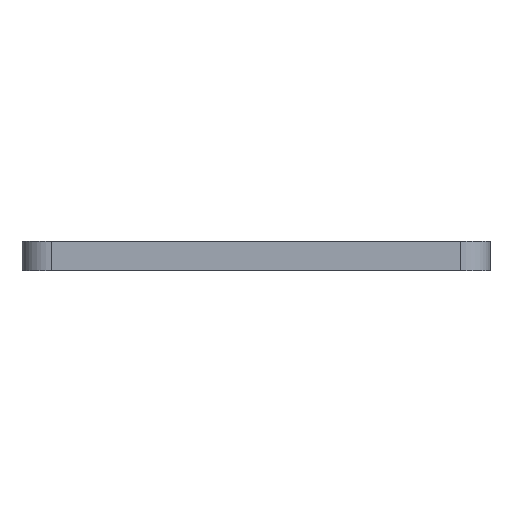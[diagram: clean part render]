
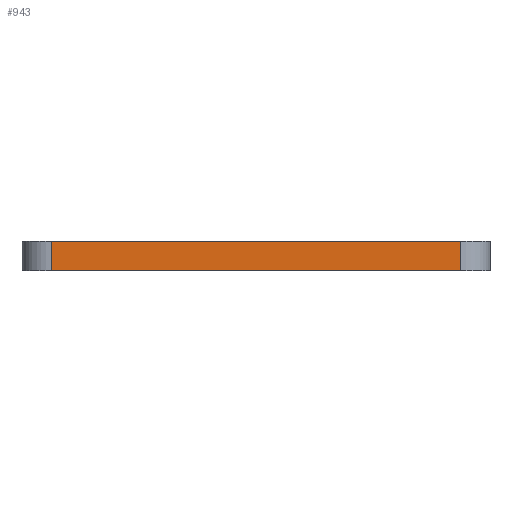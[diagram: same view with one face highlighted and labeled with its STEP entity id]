
A CAD part, left-side view. The second image highlights one B-rep face of the part: STEP entity #943.
In plain terms, the highlighted planar face has unit normal (-1, 0, 0).
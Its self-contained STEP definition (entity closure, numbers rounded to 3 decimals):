
#34 = DIRECTION ( 'NONE',  ( 0., 0., -1. ) ) ;
#44 = ORIENTED_EDGE ( 'NONE', *, *, #358, .T. ) ;
#48 = CARTESIAN_POINT ( 'NONE',  ( 0., 10., 10. ) ) ;
#70 = ORIENTED_EDGE ( 'NONE', *, *, #404, .F. ) ;
#88 = CARTESIAN_POINT ( 'NONE',  ( 0., 150., 10. ) ) ;
#144 = CARTESIAN_POINT ( 'NONE',  ( 0., 150., 0. ) ) ;
#161 = LINE ( 'NONE', #574, #349 ) ;
#238 = FACE_OUTER_BOUND ( 'NONE', #714, .T. ) ;
#249 = LINE ( 'NONE', #1307, #655 ) ;
#256 = DIRECTION ( 'NONE',  ( 0., -1., 0. ) ) ;
#266 = AXIS2_PLACEMENT_3D ( 'NONE', #1297, #527, #979 ) ;
#325 = LINE ( 'NONE', #572, #409 ) ;
#349 = VECTOR ( 'NONE', #376, 1000. ) ;
#358 = EDGE_CURVE ( 'NONE', #1329, #1188, #161, .T. ) ;
#376 = DIRECTION ( 'NONE',  ( 0., -1., 0. ) ) ;
#404 = EDGE_CURVE ( 'NONE', #789, #468, #523, .T. ) ;
#409 = VECTOR ( 'NONE', #1099, 1000. ) ;
#465 = CARTESIAN_POINT ( 'NONE',  ( 0., 10., 0. ) ) ;
#468 = VERTEX_POINT ( 'NONE', #1222 ) ;
#523 = LINE ( 'NONE', #48, #887 ) ;
#527 = DIRECTION ( 'NONE',  ( 1., 0., 0. ) ) ;
#572 = CARTESIAN_POINT ( 'NONE',  ( 0., 10., 10. ) ) ;
#574 = CARTESIAN_POINT ( 'NONE',  ( 0., 10., 0. ) ) ;
#655 = VECTOR ( 'NONE', #34, 1000. ) ;
#714 = EDGE_LOOP ( 'NONE', ( #44, #1352, #70, #1094 ) ) ;
#789 = VERTEX_POINT ( 'NONE', #88 ) ;
#847 = PLANE ( 'NONE',  #266 ) ;
#887 = VECTOR ( 'NONE', #256, 1000. ) ;
#943 = ADVANCED_FACE ( 'NONE', ( #238 ), #847, .F. ) ;
#979 = DIRECTION ( 'NONE',  ( 0., 0., -1. ) ) ;
#1094 = ORIENTED_EDGE ( 'NONE', *, *, #1204, .T. ) ;
#1099 = DIRECTION ( 'NONE',  ( 0., 0., -1. ) ) ;
#1183 = EDGE_CURVE ( 'NONE', #468, #1188, #325, .T. ) ;
#1188 = VERTEX_POINT ( 'NONE', #465 ) ;
#1204 = EDGE_CURVE ( 'NONE', #789, #1329, #249, .T. ) ;
#1222 = CARTESIAN_POINT ( 'NONE',  ( 0., 10., 10. ) ) ;
#1297 = CARTESIAN_POINT ( 'NONE',  ( 0., 10., 10. ) ) ;
#1307 = CARTESIAN_POINT ( 'NONE',  ( 0., 150., 10. ) ) ;
#1329 = VERTEX_POINT ( 'NONE', #144 ) ;
#1352 = ORIENTED_EDGE ( 'NONE', *, *, #1183, .F. ) ;
